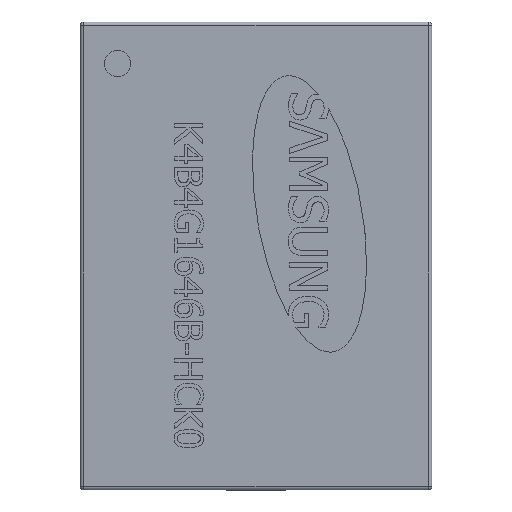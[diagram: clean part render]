
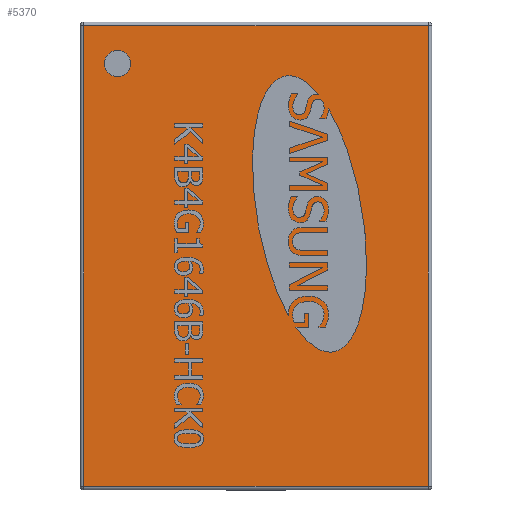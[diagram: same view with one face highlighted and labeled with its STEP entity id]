
A CAD part, top view. The second image highlights one B-rep face of the part: STEP entity #5370.
In plain terms, the highlighted planar face has unit normal (0, 0, 1).
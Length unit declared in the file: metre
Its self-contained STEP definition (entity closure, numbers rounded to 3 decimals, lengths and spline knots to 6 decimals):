
#2622 = EDGE_CURVE( '', #6152, #6699, #6700, .T. );
#3922 = EDGE_CURVE( '', #6699, #7033, #8689, .T. );
#4384 = EDGE_CURVE( '', #7767, #6152, #9289, .T. );
#4568 = EDGE_CURVE( '', #7033, #7767, #9515, .T. );
#5370 = ADVANCED_FACE( '', ( #10513 ), #10514, .T. );
#6152 = VERTEX_POINT( '', #11505 );
#6699 = VERTEX_POINT( '', #12354 );
#6700 = LINE( '', #12355, #12356 );
#7033 = VERTEX_POINT( '', #12852 );
#7767 = VERTEX_POINT( '', #14076 );
#8689 = LINE( '', #15654, #15655 );
#9289 = LINE( '', #16720, #16721 );
#9515 = LINE( '', #17139, #17140 );
#10513 = FACE_OUTER_BOUND( '', #18906, .T. );
#10514 = PLANE( '', #18907 );
#11505 = CARTESIAN_POINT( '', ( 0.0049, 0.00655, 0.0012 ) );
#12354 = CARTESIAN_POINT( '', ( 0.0049, -0.00655, 0.0012 ) );
#12355 = CARTESIAN_POINT( '', ( 0.0049, -0.003325, 0.0012 ) );
#12356 = VECTOR( '', #20002, 1. );
#12852 = CARTESIAN_POINT( '', ( -0.0049, -0.00655, 0.0012 ) );
#14076 = CARTESIAN_POINT( '', ( -0.0049, 0.00655, 0.0012 ) );
#15654 = CARTESIAN_POINT( '', ( -0.0025, -0.00655, 0.0012 ) );
#15655 = VECTOR( '', #22507, 1. );
#16720 = CARTESIAN_POINT( '', ( 0.0025, 0.00655, 0.0012 ) );
#16721 = VECTOR( '', #23328, 1. );
#17139 = CARTESIAN_POINT( '', ( -0.0049, 0.003325, 0.0012 ) );
#17140 = VECTOR( '', #23630, 1. );
#18906 = EDGE_LOOP( '', ( #25457, #25458, #25459, #25460 ) );
#18907 = AXIS2_PLACEMENT_3D( '', #25461, #25462, #25463 );
#20002 = DIRECTION( '', ( 0., -1., 0. ) );
#22507 = DIRECTION( '', ( -1., 0., 0. ) );
#23328 = DIRECTION( '', ( 1., 0., 0. ) );
#23630 = DIRECTION( '', ( 0., 1., 0. ) );
#25457 = ORIENTED_EDGE( '', *, *, #4568, .F. );
#25458 = ORIENTED_EDGE( '', *, *, #3922, .F. );
#25459 = ORIENTED_EDGE( '', *, *, #2622, .F. );
#25460 = ORIENTED_EDGE( '', *, *, #4384, .F. );
#25461 = CARTESIAN_POINT( '', ( 0., 0., 0.0012 ) );
#25462 = DIRECTION( '', ( 0., 0., 1. ) );
#25463 = DIRECTION( '', ( 1., 0., 0. ) );
